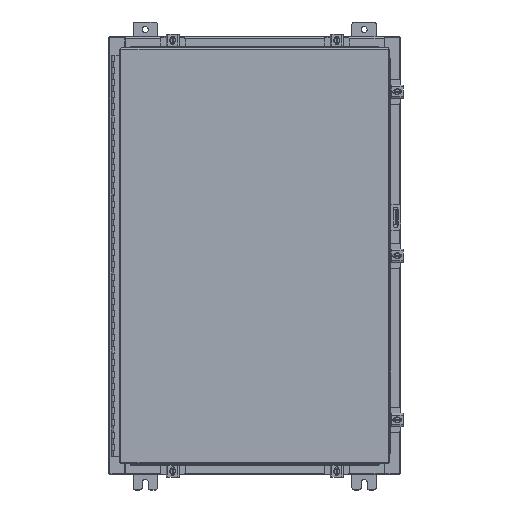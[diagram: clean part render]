
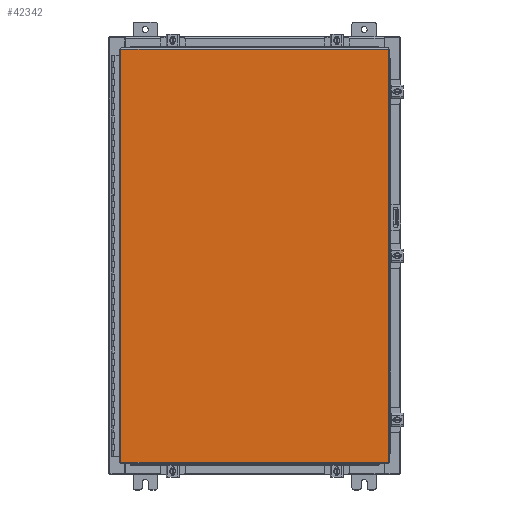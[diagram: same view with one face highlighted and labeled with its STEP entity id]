
A CAD part, top view. The second image highlights one B-rep face of the part: STEP entity #42342.
In plain terms, the highlighted planar face has unit normal (0, 0, 1).
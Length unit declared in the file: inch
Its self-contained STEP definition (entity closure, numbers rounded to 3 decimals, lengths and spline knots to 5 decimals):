
#376 = AXIS2_PLACEMENT_3D ( 'NONE', #829, #4135, #27107 ) ;
#829 = CARTESIAN_POINT ( 'NONE',  ( 0., 0., 0. ) ) ;
#3549 = LINE ( 'NONE', #26098, #4576 ) ;
#4135 = DIRECTION ( 'NONE',  ( 0., 0., -1. ) ) ;
#4576 = VECTOR ( 'NONE', #32724, 39.37008 ) ;
#5382 = VERTEX_POINT ( 'NONE', #27653 ) ;
#5618 = VERTEX_POINT ( 'NONE', #25466 ) ;
#6838 = VERTEX_POINT ( 'NONE', #8885 ) ;
#7503 = VECTOR ( 'NONE', #9650, 39.37008 ) ;
#8121 = FACE_OUTER_BOUND ( 'NONE', #27028, .T. ) ;
#8885 = CARTESIAN_POINT ( 'NONE',  ( 10.9903, -17.0063, 0. ) ) ;
#9650 = DIRECTION ( 'NONE',  ( 1., 0., 0. ) ) ;
#17140 = CARTESIAN_POINT ( 'NONE',  ( 10.9903, 17.0063, 0. ) ) ;
#17586 = ORIENTED_EDGE ( 'NONE', *, *, #19340, .T. ) ;
#18358 = EDGE_CURVE ( 'NONE', #6838, #34095, #3549, .T. ) ;
#19340 = EDGE_CURVE ( 'NONE', #34095, #5618, #30247, .T. ) ;
#19526 = CARTESIAN_POINT ( 'NONE',  ( 10.9903, 17.0063, 0. ) ) ;
#20507 = PLANE ( 'NONE',  #376 ) ;
#20919 = EDGE_CURVE ( 'NONE', #5382, #6838, #32700, .T. ) ;
#21309 = LINE ( 'NONE', #29780, #37737 ) ;
#21519 = VECTOR ( 'NONE', #22818, 39.37008 ) ;
#22203 = ORIENTED_EDGE ( 'NONE', *, *, #28772, .T. ) ;
#22818 = DIRECTION ( 'NONE',  ( -1., 0., 0. ) ) ;
#25466 = CARTESIAN_POINT ( 'NONE',  ( -10.9903, 17.0063, 0. ) ) ;
#25813 = ORIENTED_EDGE ( 'NONE', *, *, #18358, .T. ) ;
#26098 = CARTESIAN_POINT ( 'NONE',  ( 10.9903, -17.0063, 0. ) ) ;
#27028 = EDGE_LOOP ( 'NONE', ( #37644, #25813, #17586, #22203 ) ) ;
#27107 = DIRECTION ( 'NONE',  ( -1., 0., 0. ) ) ;
#27653 = CARTESIAN_POINT ( 'NONE',  ( -10.9903, -17.0063, 0. ) ) ;
#28772 = EDGE_CURVE ( 'NONE', #5618, #5382, #21309, .T. ) ;
#29322 = CARTESIAN_POINT ( 'NONE',  ( -10.9903, -17.0063, 0. ) ) ;
#29780 = CARTESIAN_POINT ( 'NONE',  ( -10.9903, 17.0063, 0. ) ) ;
#30247 = LINE ( 'NONE', #19526, #21519 ) ;
#32700 = LINE ( 'NONE', #29322, #7503 ) ;
#32724 = DIRECTION ( 'NONE',  ( 0., 1., 0. ) ) ;
#34095 = VERTEX_POINT ( 'NONE', #17140 ) ;
#37644 = ORIENTED_EDGE ( 'NONE', *, *, #20919, .T. ) ;
#37737 = VECTOR ( 'NONE', #39692, 39.37008 ) ;
#39692 = DIRECTION ( 'NONE',  ( 0., -1., 0. ) ) ;
#42342 = ADVANCED_FACE ( 'NONE', ( #8121 ), #20507, .F. ) ;
